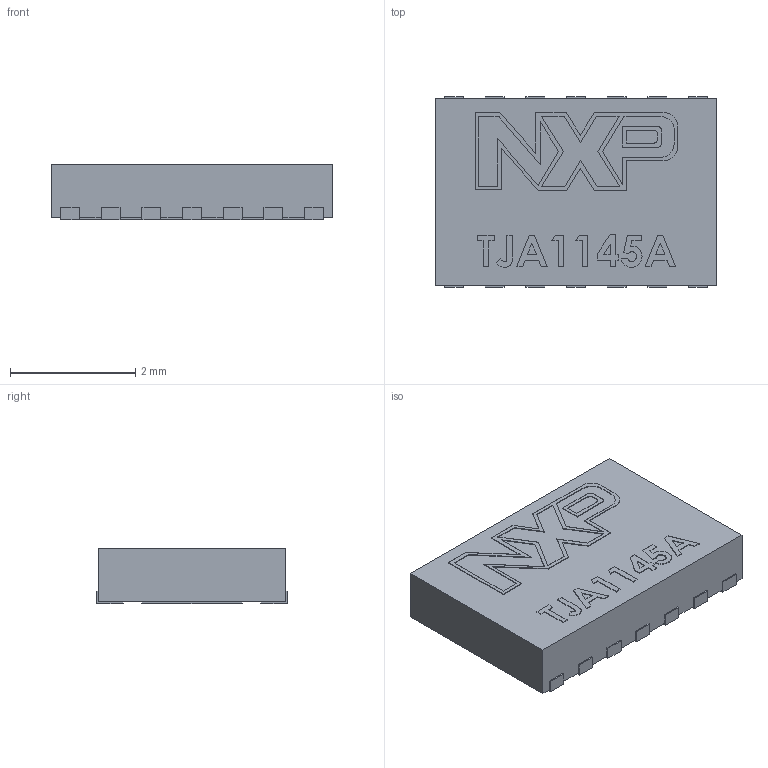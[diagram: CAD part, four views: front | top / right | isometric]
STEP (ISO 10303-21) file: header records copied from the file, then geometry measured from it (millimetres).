
FILE_DESCRIPTION (( 'STEP AP203' ), '1' );
FILE_NAME ('TJA1145A OP2.STEP', '2022-06-05T07:13:51', ( '' ), ( '' ), 'SwSTEP 2.0', 'SolidWorks 2020', '' );
FILE_SCHEMA (( 'CONFIG_CONTROL_DESIGN' ));
Length unit declared in the file: millimetre
Products named in the file (1): TJA1145A OP2
Bounding box: 4.5 x 3.04 x 0.89 mm (x, y, z)
Volume: 11.8 mm3; surface area: 41.4 mm2
Topology: 1 solids, 1 shells, 252 faces, 696 edges, 464 vertices
Faces by surface type: plane 232, bspline 12, cylinder 8
Entity records: 8553 total; most frequent: CARTESIAN_POINT 2097, ORIENTED_EDGE 1392, DIRECTION 1170, EDGE_CURVE 696, LINE 656, VECTOR 656, VERTEX_POINT 464, EDGE_LOOP 270
